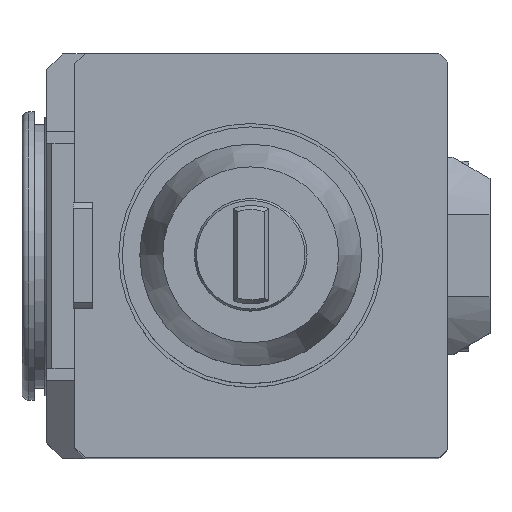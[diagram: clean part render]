
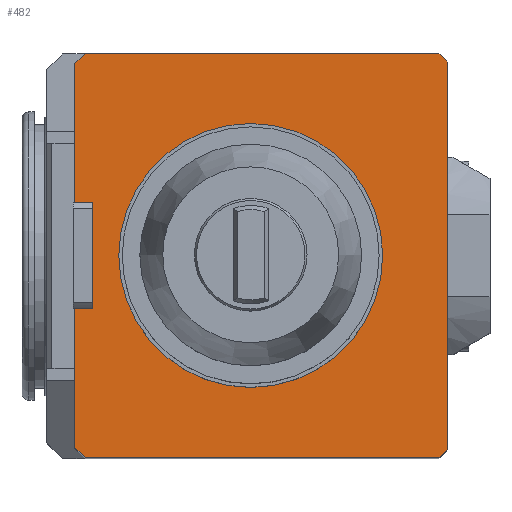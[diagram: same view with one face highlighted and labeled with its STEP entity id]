
A CAD part, top view. The second image highlights one B-rep face of the part: STEP entity #482.
In plain terms, the highlighted planar face has unit normal (0, 0, 1).
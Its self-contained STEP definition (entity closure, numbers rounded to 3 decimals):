
#173=LINE('',#2668,#315);
#206=LINE('',#2846,#348);
#210=LINE('',#2855,#352);
#214=LINE('',#2864,#356);
#215=LINE('',#2866,#357);
#216=LINE('',#2868,#358);
#217=LINE('',#2870,#359);
#218=LINE('',#2872,#360);
#219=LINE('',#2874,#361);
#220=LINE('',#2876,#362);
#221=LINE('',#2877,#363);
#222=LINE('',#2878,#364);
#315=VECTOR('',#2106,1.);
#348=VECTOR('',#2235,1.);
#352=VECTOR('',#2241,1.);
#356=VECTOR('',#2247,1.);
#357=VECTOR('',#2248,1.);
#358=VECTOR('',#2249,1.);
#359=VECTOR('',#2250,1.);
#360=VECTOR('',#2251,1.);
#361=VECTOR('',#2252,1.);
#362=VECTOR('',#2253,1.);
#363=VECTOR('',#2254,1.);
#364=VECTOR('',#2255,1.);
#482=ADVANCED_FACE('',(#647,#648),#587,.T.);
#587=PLANE('',#1932);
#647=FACE_BOUND('',#754,.T.);
#648=FACE_BOUND('',#755,.T.);
#754=EDGE_LOOP('',(#1003,#1004,#1005,#1006,#1007,#1008,#1009,#1010,#1011,
#1012,#1013,#1014));
#755=EDGE_LOOP('',(#1015));
#1003=ORIENTED_EDGE('',*,*,#1607,.F.);
#1004=ORIENTED_EDGE('',*,*,#1608,.T.);
#1005=ORIENTED_EDGE('',*,*,#1609,.F.);
#1006=ORIENTED_EDGE('',*,*,#1610,.F.);
#1007=ORIENTED_EDGE('',*,*,#1611,.T.);
#1008=ORIENTED_EDGE('',*,*,#1612,.F.);
#1009=ORIENTED_EDGE('',*,*,#1613,.F.);
#1010=ORIENTED_EDGE('',*,*,#1541,.T.);
#1011=ORIENTED_EDGE('',*,*,#1614,.T.);
#1012=ORIENTED_EDGE('',*,*,#1599,.T.);
#1013=ORIENTED_EDGE('',*,*,#1615,.T.);
#1014=ORIENTED_EDGE('',*,*,#1603,.T.);
#1015=ORIENTED_EDGE('',*,*,#1616,.T.);
#1370=VERTEX_POINT('',#2667);
#1371=VERTEX_POINT('',#2669);
#1410=VERTEX_POINT('',#2847);
#1411=VERTEX_POINT('',#2848);
#1414=VERTEX_POINT('',#2856);
#1415=VERTEX_POINT('',#2857);
#1418=VERTEX_POINT('',#2865);
#1419=VERTEX_POINT('',#2867);
#1420=VERTEX_POINT('',#2869);
#1421=VERTEX_POINT('',#2871);
#1422=VERTEX_POINT('',#2873);
#1423=VERTEX_POINT('',#2875);
#1424=VERTEX_POINT('',#2880);
#1541=EDGE_CURVE('',#1371,#1370,#173,.T.);
#1599=EDGE_CURVE('',#1410,#1411,#206,.T.);
#1603=EDGE_CURVE('',#1414,#1415,#210,.T.);
#1607=EDGE_CURVE('',#1418,#1415,#214,.T.);
#1608=EDGE_CURVE('',#1418,#1419,#215,.T.);
#1609=EDGE_CURVE('',#1420,#1419,#216,.T.);
#1610=EDGE_CURVE('',#1421,#1420,#217,.T.);
#1611=EDGE_CURVE('',#1421,#1422,#218,.T.);
#1612=EDGE_CURVE('',#1423,#1422,#219,.T.);
#1613=EDGE_CURVE('',#1371,#1423,#220,.T.);
#1614=EDGE_CURVE('',#1370,#1410,#221,.T.);
#1615=EDGE_CURVE('',#1411,#1414,#222,.T.);
#1616=EDGE_CURVE('',#1424,#1424,#1790,.T.);
#1790=CIRCLE('',#1931,37.5);
#1931=AXIS2_PLACEMENT_3D('',#2879,#2256,#2257);
#1932=AXIS2_PLACEMENT_3D('',#2881,#2258,#2259);
#2106=DIRECTION('',(0.707,-0.707,0.));
#2235=DIRECTION('',(0.707,0.707,0.));
#2241=DIRECTION('',(-0.707,0.707,0.));
#2247=DIRECTION('',(1.,0.,0.));
#2248=DIRECTION('',(-0.707,-0.707,0.));
#2249=DIRECTION('',(0.,1.,0.));
#2250=DIRECTION('',(-1.,0.,0.));
#2251=DIRECTION('',(0.,-1.,0.));
#2252=DIRECTION('',(1.,0.,0.));
#2253=DIRECTION('',(0.,1.,0.));
#2254=DIRECTION('',(1.,0.,0.));
#2255=DIRECTION('',(0.,1.,0.));
#2256=DIRECTION('',(0.,0.,-1.));
#2257=DIRECTION('',(-1.,0.,0.));
#2258=DIRECTION('',(0.,0.,1.));
#2259=DIRECTION('',(1.,0.,0.));
#2667=CARTESIAN_POINT('',(-47.,-57.5,0.));
#2668=CARTESIAN_POINT('',(4.5,-109.,0.));
#2669=CARTESIAN_POINT('',(-50.,-54.5,0.));
#2846=CARTESIAN_POINT('',(54.75,-56.25,0.));
#2847=CARTESIAN_POINT('',(53.5,-57.5,0.));
#2848=CARTESIAN_POINT('',(56.,-55.,0.));
#2855=CARTESIAN_POINT('',(112.25,-1.25,0.));
#2856=CARTESIAN_POINT('',(56.,55.,0.));
#2857=CARTESIAN_POINT('',(53.5,57.5,0.));
#2864=CARTESIAN_POINT('',(56.,57.5,0.));
#2865=CARTESIAN_POINT('',(-47.,57.5,0.));
#2866=CARTESIAN_POINT('',(-53.,51.5,0.));
#2867=CARTESIAN_POINT('',(-50.,54.5,0.));
#2868=CARTESIAN_POINT('',(-50.,-57.5,0.));
#2869=CARTESIAN_POINT('',(-50.,15.,0.));
#2870=CARTESIAN_POINT('',(56.,15.,0.));
#2871=CARTESIAN_POINT('',(-45.,15.,0.));
#2872=CARTESIAN_POINT('',(-45.,-57.5,0.));
#2873=CARTESIAN_POINT('',(-45.,-15.,0.));
#2874=CARTESIAN_POINT('',(56.,-15.,0.));
#2875=CARTESIAN_POINT('',(-50.,-15.,0.));
#2876=CARTESIAN_POINT('',(-50.,-57.5,0.));
#2877=CARTESIAN_POINT('',(56.,-57.5,0.));
#2878=CARTESIAN_POINT('',(56.,-57.5,0.));
#2879=CARTESIAN_POINT('',(0.,0.,0.));
#2880=CARTESIAN_POINT('',(-37.5,0.,0.));
#2881=CARTESIAN_POINT('',(56.,-57.5,0.));
